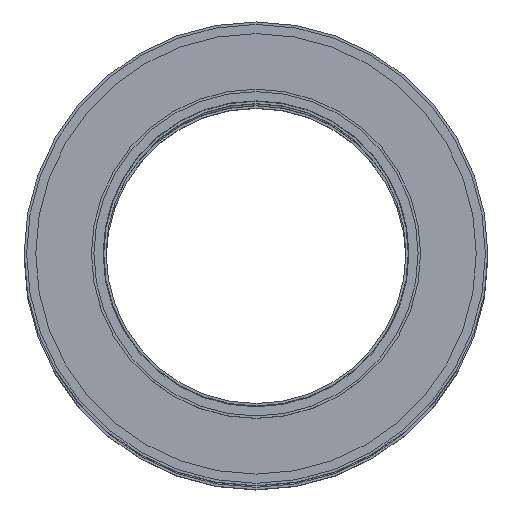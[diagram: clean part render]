
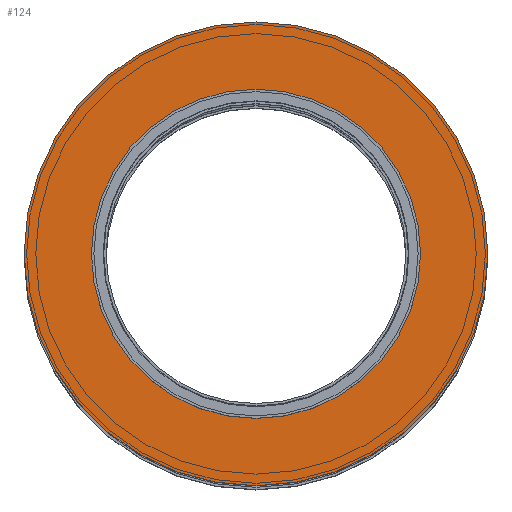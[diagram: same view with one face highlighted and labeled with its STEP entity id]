
A CAD part, top view. The second image highlights one B-rep face of the part: STEP entity #124.
In plain terms, the highlighted planar face has unit normal (0, 0, 1).
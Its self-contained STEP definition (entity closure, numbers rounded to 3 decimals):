
#40 = EDGE_CURVE ( 'NONE', #42, #411, #472, .T. ) ;
#42 = VERTEX_POINT ( 'NONE', #528 ) ;
#51 = VERTEX_POINT ( 'NONE', #516 ) ;
#55 = EDGE_CURVE ( 'NONE', #57, #51, #505, .T. ) ;
#57 = VERTEX_POINT ( 'NONE', #562 ) ;
#104 = ORIENTED_EDGE ( 'NONE', *, *, #55, .F. ) ;
#105 = ORIENTED_EDGE ( 'NONE', *, *, #121, .F. ) ;
#121 = EDGE_CURVE ( 'NONE', #51, #57, #661, .T. ) ;
#124 = ADVANCED_FACE ( 'NONE', ( #656, #655 ), #654, .T. ) ;
#125 = EDGE_LOOP ( 'NONE', ( #126, #127 ) ) ;
#126 = ORIENTED_EDGE ( 'NONE', *, *, #40, .T. ) ;
#127 = ORIENTED_EDGE ( 'NONE', *, *, #128, .T. ) ;
#128 = EDGE_CURVE ( 'NONE', #411, #42, #652, .T. ) ;
#129 = EDGE_LOOP ( 'NONE', ( #104, #105 ) ) ;
#411 = VERTEX_POINT ( 'NONE', #1175 ) ;
#472 = CIRCLE ( 'NONE', #532, 94.75 ) ;
#505 = CIRCLE ( 'NONE', #566, 67.25 ) ;
#516 = CARTESIAN_POINT ( 'NONE',  ( -67.25, 0., 500. ) ) ;
#528 = CARTESIAN_POINT ( 'NONE',  ( 94.75, 0., 500. ) ) ;
#529 = DIRECTION ( 'NONE',  ( 1., 0., 0. ) ) ;
#530 = DIRECTION ( 'NONE',  ( 0., 0., 1. ) ) ;
#531 = CARTESIAN_POINT ( 'NONE',  ( 0., 0., 500. ) ) ;
#532 = AXIS2_PLACEMENT_3D ( 'NONE', #531, #530, #529 ) ;
#562 = CARTESIAN_POINT ( 'NONE',  ( 67.25, 0., 500. ) ) ;
#563 = DIRECTION ( 'NONE',  ( 1., 0., 0. ) ) ;
#564 = DIRECTION ( 'NONE',  ( 0., 0., 1. ) ) ;
#565 = CARTESIAN_POINT ( 'NONE',  ( 0., 0., 500. ) ) ;
#566 = AXIS2_PLACEMENT_3D ( 'NONE', #565, #564, #563 ) ;
#645 = DIRECTION ( 'NONE',  ( 1., 0., 0. ) ) ;
#646 = DIRECTION ( 'NONE',  ( 0., 0., 1. ) ) ;
#647 = CARTESIAN_POINT ( 'NONE',  ( 0., 0., 500. ) ) ;
#648 = AXIS2_PLACEMENT_3D ( 'NONE', #647, #646, #645 ) ;
#649 = DIRECTION ( 'NONE',  ( 1., 0., 0. ) ) ;
#650 = DIRECTION ( 'NONE',  ( 0., 0., 1. ) ) ;
#651 = AXIS2_PLACEMENT_3D ( 'NONE', #653, #650, #649 ) ;
#652 = CIRCLE ( 'NONE', #648, 94.75 ) ;
#653 = CARTESIAN_POINT ( 'NONE',  ( 0., 67.25, 500. ) ) ;
#654 = PLANE ( 'NONE',  #651 ) ;
#655 = FACE_BOUND ( 'NONE', #129, .T. ) ;
#656 = FACE_OUTER_BOUND ( 'NONE', #125, .T. ) ;
#657 = DIRECTION ( 'NONE',  ( 1., 0., 0. ) ) ;
#658 = DIRECTION ( 'NONE',  ( 0., 0., 1. ) ) ;
#659 = CARTESIAN_POINT ( 'NONE',  ( 0., 0., 500. ) ) ;
#660 = AXIS2_PLACEMENT_3D ( 'NONE', #659, #658, #657 ) ;
#661 = CIRCLE ( 'NONE', #660, 67.25 ) ;
#1175 = CARTESIAN_POINT ( 'NONE',  ( -94.75, 0., 500. ) ) ;
